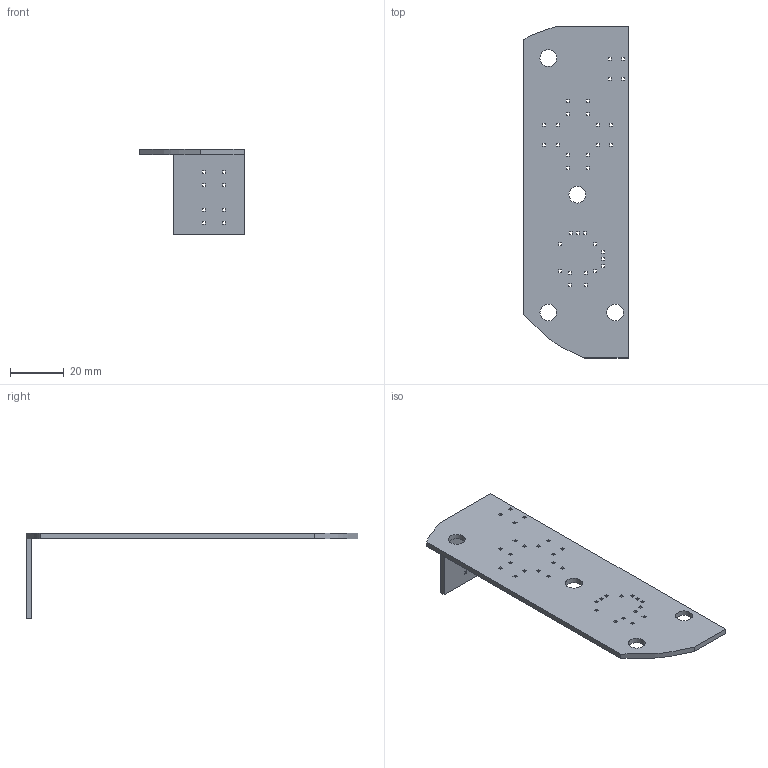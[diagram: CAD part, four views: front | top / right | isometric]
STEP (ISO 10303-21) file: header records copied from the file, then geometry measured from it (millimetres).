
FILE_DESCRIPTION(/* description */ ('STEP AP242','CAx-IF Rec.Pracs.---Representation and Presentation of Product Manufacturing Information (PMI)---4.0---2014-10-13','CAx-IF Rec.Pracs.---3D Tessellated Geometry---0.4---2014-09-14','2;1'),/* implementation_level */ '2;1');
FILE_NAME(/* name */ '68fbf78f2195008bbeb8ebd9',/* time_stamp */ '2025-10-24T22:02:56Z',/* author */ (''),/* organization */ (''),/* preprocessor_version */ 'ST-DEVELOPER v20',/* originating_system */ 'ONSHAPE BY PTC INC, 1.205',/* authorisation */ ' ');
FILE_SCHEMA (('AP242_MANAGED_MODEL_BASED_3D_ENGINEERING_MIM_LF { 1 0 10303 442 1 1 4 }'));
Length unit declared in the file: metre
Products named in the file (1): Part 2
Bounding box: 39 x 124 x 32 mm (x, y, z)
Volume: 10556.8 mm3; surface area: 11827.1 mm2
Topology: 1 solids, 1 shells, 183 faces, 542 edges, 361 vertices
Faces by surface type: plane 177, cylinder 4, bspline 2
Full cylindrical faces by diameter (mm): 6.3 x4
Entity records: 6210 total; most frequent: CARTESIAN_POINT 1125, ORIENTED_EDGE 1076, DIRECTION 906, EDGE_CURVE 538, LINE 526, VECTOR 526, VERTEX_POINT 361, EDGE_LOOP 279
